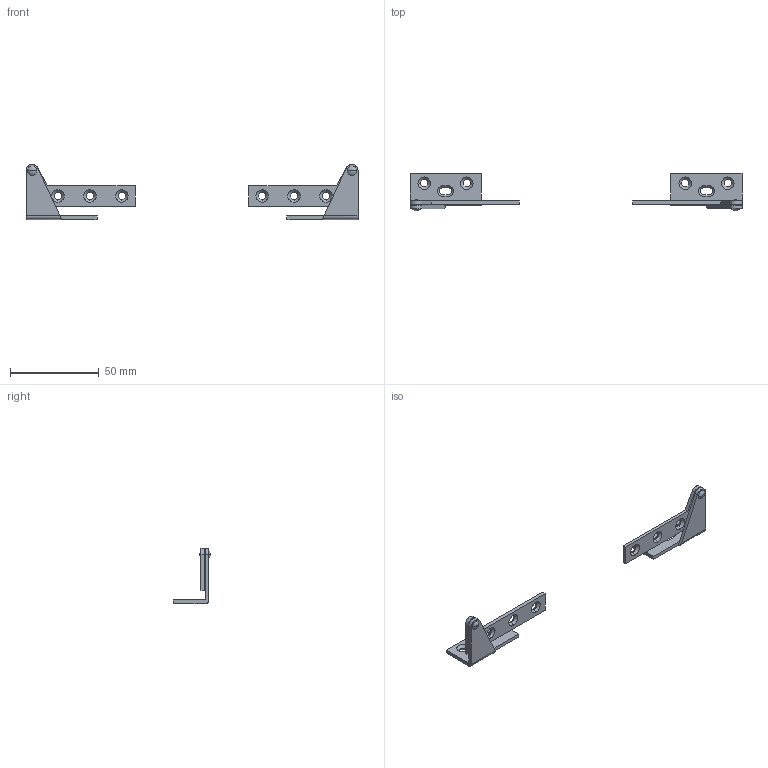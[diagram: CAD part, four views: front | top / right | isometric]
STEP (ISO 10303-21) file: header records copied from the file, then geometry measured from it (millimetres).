
FILE_DESCRIPTION (( 'STEP AP203' ), '1' );
FILE_NAME ('B-1057-1.STEP', '2008-12-17T04:20:06', ( ' ' ), ( ' ' ), 'SwSTEP 2.0', 'SolidWorks 2007', '' );
FILE_SCHEMA (( 'CONFIG_CONTROL_DESIGN' ));
Length unit declared in the file: millimetre
Products named in the file (7): B-1057-1僸儞僕A__棉太倌; B-1057-1僸儞僕D__棉太倌; B-1057-1; B-1057-1僸儞僕B__棉太倌; B-1057-1僔儍僼僩__棉太倌; B-1057-1僸儞僕C__棉太倌; B-1057-1儚僢僔儍乕__棉太倌
Assembly tree (8 placements, depth 2):
  B-1057-1
    B-1057-1僸儞僕B__棉太倌
    B-1057-1僔儍僼僩__棉太倌  x2
    B-1057-1儚僢僔儍乕__棉太倌  x2
    B-1057-1僸儞僕C__棉太倌
    B-1057-1僸儞僕A__棉太倌
    B-1057-1僸儞僕D__棉太倌
Bounding box: 187 x 21 x 31 mm (x, y, z)
Volume: 7144.1 mm3; surface area: 9117.9 mm2
Topology: 8 solids, 8 shells, 134 faces, 312 edges, 198 vertices
Faces by surface type: cylinder 52, plane 48, cone 26, sphere 8
Entity records: 4351 total; most frequent: DIRECTION 670, CARTESIAN_POINT 603, ORIENTED_EDGE 572, EDGE_CURVE 286, AXIS2_PLACEMENT_3D 255, VERTEX_POINT 180, VECTOR 160, LINE 160
